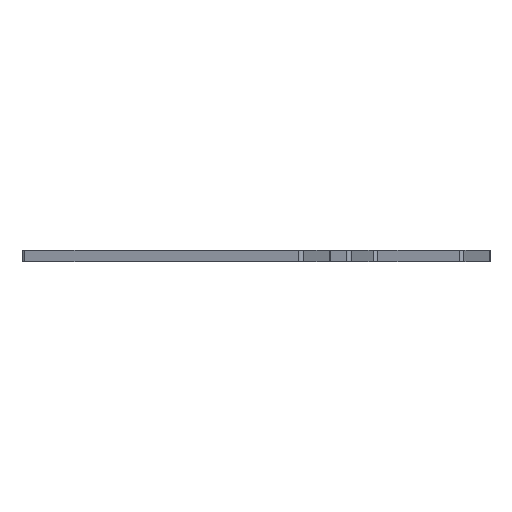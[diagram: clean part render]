
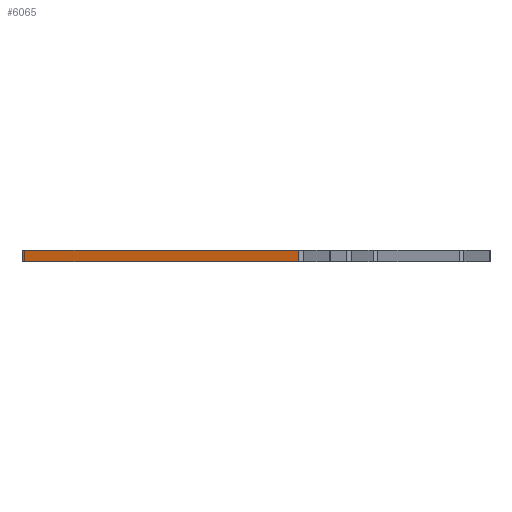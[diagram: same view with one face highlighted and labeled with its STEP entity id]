
A CAD part, left-side view. The second image highlights one B-rep face of the part: STEP entity #6065.
In plain terms, the highlighted planar face has unit normal (-0.966, 0.258, 0).
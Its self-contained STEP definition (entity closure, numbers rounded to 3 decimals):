
#349=PLANE('',#6521);
#629=FACE_OUTER_BOUND('',#985,.T.);
#985=EDGE_LOOP('',(#5461,#5462,#5463,#5464));
#1277=LINE('',#8269,#1952);
#1899=LINE('',#9789,#2574);
#1902=LINE('',#9796,#2577);
#1903=LINE('',#9797,#2578);
#1952=VECTOR('',#6643,10.);
#2574=VECTOR('',#8081,10.);
#2577=VECTOR('',#8088,1.);
#2578=VECTOR('',#8089,10.);
#2655=VERTEX_POINT('',#8266);
#2656=VERTEX_POINT('',#8268);
#3146=VERTEX_POINT('',#9787);
#3148=VERTEX_POINT('',#9795);
#3223=EDGE_CURVE('',#2655,#2656,#1277,.T.);
#3984=EDGE_CURVE('',#3146,#2655,#1899,.T.);
#3987=EDGE_CURVE('',#3146,#3148,#1902,.T.);
#3988=EDGE_CURVE('',#3148,#2656,#1903,.T.);
#5461=ORIENTED_EDGE('',*,*,#3984,.F.);
#5462=ORIENTED_EDGE('',*,*,#3987,.T.);
#5463=ORIENTED_EDGE('',*,*,#3988,.T.);
#5464=ORIENTED_EDGE('',*,*,#3223,.F.);
#6065=ADVANCED_FACE('',(#629),#349,.T.);
#6521=AXIS2_PLACEMENT_3D('',#9794,#8086,#8087);
#6643=DIRECTION('',(0.258,0.966,0.));
#8081=DIRECTION('',(0.,0.,-1.));
#8086=DIRECTION('center_axis',(-0.966,0.258,0.));
#8087=DIRECTION('ref_axis',(0.258,0.966,0.));
#8088=DIRECTION('',(0.258,0.966,0.));
#8089=DIRECTION('',(0.,0.,-1.));
#8266=CARTESIAN_POINT('',(48.549,-104.899,1.6));
#8268=CARTESIAN_POINT('',(62.079,-54.291,1.6));
#8269=CARTESIAN_POINT('',(60.023,-61.983,1.6));
#9787=CARTESIAN_POINT('',(48.549,-104.899,3.8));
#9789=CARTESIAN_POINT('',(48.549,-104.899,2.6));
#9794=CARTESIAN_POINT('Origin',(48.549,-104.899,2.2));
#9795=CARTESIAN_POINT('',(62.079,-54.291,3.8));
#9796=CARTESIAN_POINT('',(48.549,-104.899,3.8));
#9797=CARTESIAN_POINT('',(62.079,-54.291,2.6));
